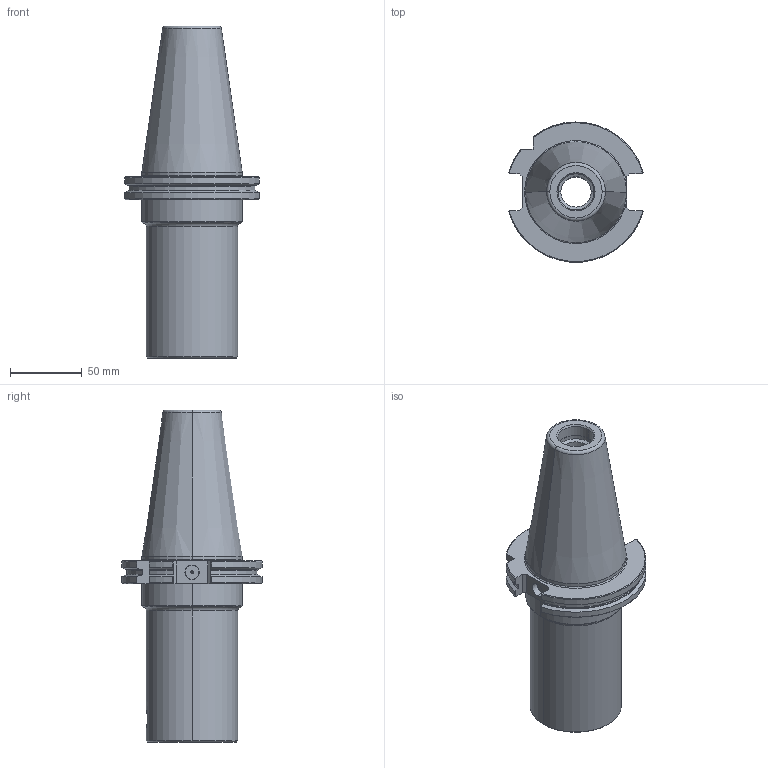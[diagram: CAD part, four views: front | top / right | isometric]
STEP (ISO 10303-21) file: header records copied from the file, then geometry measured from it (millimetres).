
FILE_DESCRIPTION(('no description'),'unknown implementation level');
FILE_NAME('CECB9113-B234-4FBC-AF76-8C6169A8530B_export.stp',' ',('CIMSOURCE GmbH'),('CADClick - KiM GmbH - www.kimweb.de'),'unknown preprocess','ACIS','unknown authorization');
FILE_SCHEMA(('automotive_design'));
Length unit declared in the file: millimetre
Products named in the file (2): 325.964 Kaiser SK50 VD X CKS6 X 160|690.436 Kaiser ETL M12 X 18 CK6;Schnitt-Linear austragen2; 325.964 Kaiser SK50 VD X CKS6 X 160|325.964 Kaiser SK50 VD X CKS6 X 160;Rotation1
Bounding box: 93.59 x 97.27 x 230.6 mm (x, y, z)
Volume: 603100 mm3; surface area: 76153.9 mm2
Topology: 2 solids, 2 shells, 168 faces, 414 edges, 252 vertices
Faces by surface type: plane 57, cone 52, cylinder 43, torus 16
Entity records: 9889 total; most frequent: CARTESIAN_POINT 1232, DIRECTION 848, STYLED_ITEM 832, PRESENTATION_STYLE_ASSIGNMENT 832, COLOUR_RGB 832, ORIENTED_EDGE 820, EDGE_CURVE 410, CURVE_STYLE 410
